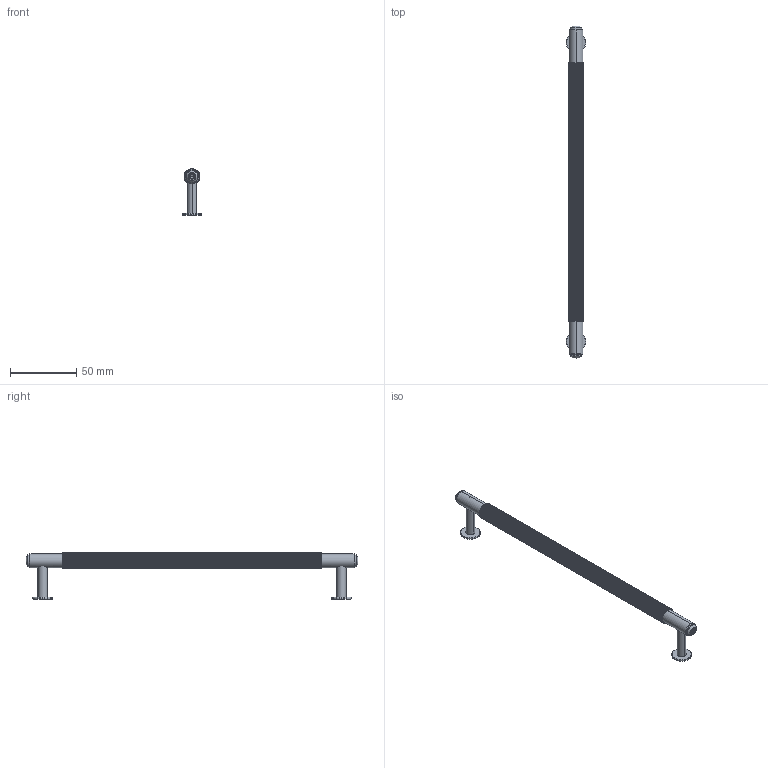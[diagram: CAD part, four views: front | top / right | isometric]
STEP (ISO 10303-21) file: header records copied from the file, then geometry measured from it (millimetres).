
FILE_DESCRIPTION (( 'STEP AP214' ), '1' );
FILE_NAME ('LINEAR PULL BAR MEDIUM.STEP', '2020-03-05T16:13:07', ( '' ), ( '' ), 'SwSTEP 2.0', 'SolidWorks 2018', '' );
FILE_SCHEMA (( 'AUTOMOTIVE_DESIGN' ));
Length unit declared in the file: millimetre
Products named in the file (6): XSLPB-A02 - XS LINEAR PULL BAR HANDLE ONLY_02 - Medium; XSLPB-P01 - XS Linear Pull Bar Handle_02 - Knurl; XSLPB-P05 - XS Linear Pull Bar Coin Screw_01 - T25 Torx Cap; LINEAR PULL BAR MEDIUM; XSLPB-P03 - XS Linear Pull Bar Connecting Rod_01 - M5; XSLPB-P04 - XS Linear Pull Bar Mounting Disc_01 - Disc
Assembly tree (8 placements, depth 3):
  LINEAR PULL BAR MEDIUM
    XSLPB-A02 - XS LINEAR PULL BAR HANDLE ONLY_02 - Medium
      XSLPB-P01 - XS Linear Pull Bar Handle_02 - Knurl
      XSLPB-P03 - XS Linear Pull Bar Connecting Rod_01 - M5  x2
      XSLPB-P05 - XS Linear Pull Bar Coin Screw_01 - T25 Torx Cap  x2
    XSLPB-P04 - XS Linear Pull Bar Mounting Disc_01 - Disc  x2
Bounding box: 14.8 x 250 x 34.99 mm (x, y, z)
Volume: 27812 mm3; surface area: 13567.3 mm2
Topology: 7 solids, 7 shells, 304 faces, 800 edges, 512 vertices
Faces by surface type: cylinder 142, plane 114, cone 48
Entity records: 8091 total; most frequent: CARTESIAN_POINT 1954, ORIENTED_EDGE 1258, DIRECTION 1165, EDGE_CURVE 629, AXIS2_PLACEMENT_3D 471, VERTEX_POINT 412, EDGE_LOOP 251, ADVANCED_FACE 237
